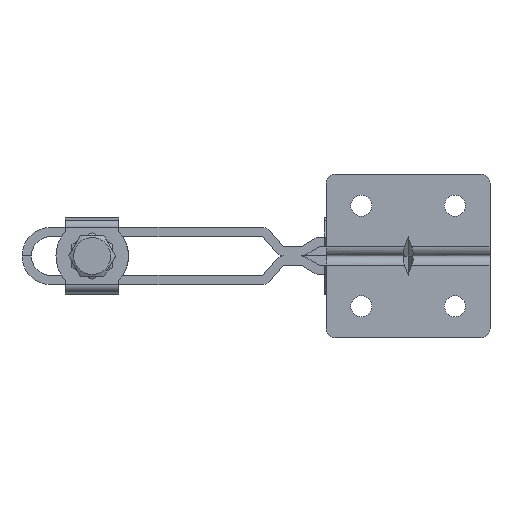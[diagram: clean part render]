
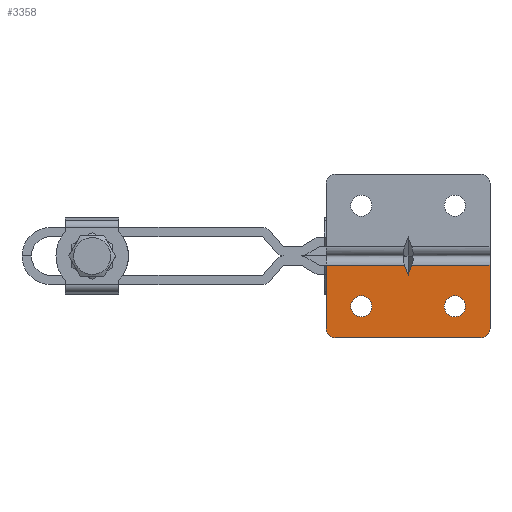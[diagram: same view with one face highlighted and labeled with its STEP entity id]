
A CAD part, front view. The second image highlights one B-rep face of the part: STEP entity #3358.
In plain terms, the highlighted planar face has unit normal (0, -1, 0).
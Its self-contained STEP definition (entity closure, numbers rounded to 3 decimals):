
#1348 = VERTEX_POINT ( 'NONE', #59158 ) ;
#1429 = EDGE_CURVE ( 'NONE', #1430, #1432, #59239, .T. ) ;
#1430 = VERTEX_POINT ( 'NONE', #59234 ) ;
#1432 = VERTEX_POINT ( 'NONE', #59233 ) ;
#1489 = EDGE_CURVE ( 'NONE', #1348, #1491, #59311, .T. ) ;
#1491 = VERTEX_POINT ( 'NONE', #59337 ) ;
#2271 = VERTEX_POINT ( 'NONE', #60407 ) ;
#2283 = EDGE_CURVE ( 'NONE', #2285, #2271, #60396, .T. ) ;
#2285 = VERTEX_POINT ( 'NONE', #60392 ) ;
#3257 = EDGE_CURVE ( 'NONE', #3259, #3260, #62033, .T. ) ;
#3259 = VERTEX_POINT ( 'NONE', #62029 ) ;
#3260 = VERTEX_POINT ( 'NONE', #62028 ) ;
#3336 = ORIENTED_EDGE ( 'NONE', *, *, #3341, .T. ) ;
#3341 = EDGE_CURVE ( 'NONE', #56973, #3260, #62094, .T. ) ;
#3342 = ORIENTED_EDGE ( 'NONE', *, *, #3257, .F. ) ;
#3347 = ORIENTED_EDGE ( 'NONE', *, *, #3348, .F. ) ;
#3348 = EDGE_CURVE ( 'NONE', #3544, #3259, #62147, .T. ) ;
#3358 = ADVANCED_FACE ( 'NONE', ( #62132, #62126, #62125 ), #62124, .F. ) ;
#3364 = EDGE_LOOP ( 'NONE', ( #3366, #3372 ) ) ;
#3366 = ORIENTED_EDGE ( 'NONE', *, *, #1429, .F. ) ;
#3372 = ORIENTED_EDGE ( 'NONE', *, *, #3375, .F. ) ;
#3375 = EDGE_CURVE ( 'NONE', #1432, #1430, #62178, .T. ) ;
#3377 = EDGE_LOOP ( 'NONE', ( #3380, #3384 ) ) ;
#3380 = ORIENTED_EDGE ( 'NONE', *, *, #1489, .F. ) ;
#3384 = ORIENTED_EDGE ( 'NONE', *, *, #3387, .F. ) ;
#3387 = EDGE_CURVE ( 'NONE', #1491, #1348, #62168, .T. ) ;
#3388 = EDGE_LOOP ( 'NONE', ( #3392, #3449, #3461, #3469, #3336, #3342, #3347, #3404, #3419 ) ) ;
#3392 = ORIENTED_EDGE ( 'NONE', *, *, #2283, .T. ) ;
#3404 = ORIENTED_EDGE ( 'NONE', *, *, #3410, .T. ) ;
#3410 = EDGE_CURVE ( 'NONE', #3544, #3414, #62210, .T. ) ;
#3414 = VERTEX_POINT ( 'NONE', #62205 ) ;
#3419 = ORIENTED_EDGE ( 'NONE', *, *, #3421, .F. ) ;
#3421 = EDGE_CURVE ( 'NONE', #2285, #3414, #62204, .T. ) ;
#3449 = ORIENTED_EDGE ( 'NONE', *, *, #3452, .T. ) ;
#3452 = EDGE_CURVE ( 'NONE', #2271, #3457, #62230, .T. ) ;
#3457 = VERTEX_POINT ( 'NONE', #62222 ) ;
#3461 = ORIENTED_EDGE ( 'NONE', *, *, #3462, .F. ) ;
#3462 = EDGE_CURVE ( 'NONE', #3466, #3457, #61533, .T. ) ;
#3466 = VERTEX_POINT ( 'NONE', #61907 ) ;
#3469 = ORIENTED_EDGE ( 'NONE', *, *, #3473, .F. ) ;
#3473 = EDGE_CURVE ( 'NONE', #56973, #3466, #61994, .T. ) ;
#3544 = VERTEX_POINT ( 'NONE', #62327 ) ;
#47509 = CARTESIAN_POINT ( 'NONE',  ( -36.526, 0., -4. ) ) ;
#56973 = VERTEX_POINT ( 'NONE', #47509 ) ;
#59158 = CARTESIAN_POINT ( 'NONE',  ( -15., 0., -26. ) ) ;
#59233 = CARTESIAN_POINT ( 'NONE',  ( -55., 0., -17. ) ) ;
#59234 = CARTESIAN_POINT ( 'NONE',  ( -55., 0., -26. ) ) ;
#59235 = DIRECTION ( 'NONE',  ( -1., 0., 0. ) ) ;
#59236 = DIRECTION ( 'NONE',  ( 0., -1., 0. ) ) ;
#59237 = CARTESIAN_POINT ( 'NONE',  ( -55., 0., -21.5 ) ) ;
#59238 = AXIS2_PLACEMENT_3D ( 'NONE', #59237, #59236, #59235 ) ;
#59239 = CIRCLE ( 'NONE', #59238, 4.5 ) ;
#59287 = CARTESIAN_POINT ( 'NONE',  ( -15., 0., -21.5 ) ) ;
#59308 = DIRECTION ( 'NONE',  ( -1., 0., 0. ) ) ;
#59309 = DIRECTION ( 'NONE',  ( 0., -1., 0. ) ) ;
#59310 = AXIS2_PLACEMENT_3D ( 'NONE', #59287, #59309, #59308 ) ;
#59311 = CIRCLE ( 'NONE', #59310, 4.5 ) ;
#59337 = CARTESIAN_POINT ( 'NONE',  ( -15., 0., -17. ) ) ;
#60392 = CARTESIAN_POINT ( 'NONE',  ( 0., 0., -31. ) ) ;
#60393 = DIRECTION ( 'NONE',  ( 0., 0., 1. ) ) ;
#60394 = VECTOR ( 'NONE', #60393, 1000. ) ;
#60395 = CARTESIAN_POINT ( 'NONE',  ( 0., 0., -4. ) ) ;
#60396 = LINE ( 'NONE', #60395, #60394 ) ;
#60407 = CARTESIAN_POINT ( 'NONE',  ( 0., 0., -4. ) ) ;
#61533 = LINE ( 'NONE', #61538, #61760 ) ;
#61538 = CARTESIAN_POINT ( 'NONE',  ( -29.47, 0., 6.863 ) ) ;
#61759 = DIRECTION ( 'NONE',  ( 0.346, 0., 0.938 ) ) ;
#61760 = VECTOR ( 'NONE', #61759, 1000. ) ;
#61907 = CARTESIAN_POINT ( 'NONE',  ( -35., 0., -8.139 ) ) ;
#61991 = DIRECTION ( 'NONE',  ( 0.346, 0., -0.938 ) ) ;
#61992 = VECTOR ( 'NONE', #61991, 1000. ) ;
#61993 = CARTESIAN_POINT ( 'NONE',  ( -32.157, 0., -15.853 ) ) ;
#61994 = LINE ( 'NONE', #61993, #61992 ) ;
#62028 = CARTESIAN_POINT ( 'NONE',  ( -70., 0., -4. ) ) ;
#62029 = CARTESIAN_POINT ( 'NONE',  ( -70., 0., -31. ) ) ;
#62030 = DIRECTION ( 'NONE',  ( 0., 0., 1. ) ) ;
#62031 = VECTOR ( 'NONE', #62030, 1000. ) ;
#62032 = CARTESIAN_POINT ( 'NONE',  ( -70., 0., -4. ) ) ;
#62033 = LINE ( 'NONE', #62032, #62031 ) ;
#62093 = CARTESIAN_POINT ( 'NONE',  ( 0., 0., -4. ) ) ;
#62094 = LINE ( 'NONE', #62093, #62155 ) ;
#62123 = CARTESIAN_POINT ( 'NONE',  ( 0., 0., -4. ) ) ;
#62124 = PLANE ( 'NONE',  #62187 ) ;
#62125 = FACE_OUTER_BOUND ( 'NONE', #3388, .T. ) ;
#62126 = FACE_BOUND ( 'NONE', #3377, .T. ) ;
#62132 = FACE_BOUND ( 'NONE', #3364, .T. ) ;
#62143 = DIRECTION ( 'NONE',  ( -1., 0., 0. ) ) ;
#62144 = DIRECTION ( 'NONE',  ( 0., 1., 0. ) ) ;
#62145 = CARTESIAN_POINT ( 'NONE',  ( -66., 0., -31. ) ) ;
#62146 = AXIS2_PLACEMENT_3D ( 'NONE', #62145, #62144, #62143 ) ;
#62147 = CIRCLE ( 'NONE', #62146, 4. ) ;
#62154 = DIRECTION ( 'NONE',  ( -1., 0., 0. ) ) ;
#62155 = VECTOR ( 'NONE', #62154, 1000. ) ;
#62164 = DIRECTION ( 'NONE',  ( -1., 0., 0. ) ) ;
#62165 = DIRECTION ( 'NONE',  ( 0., -1., 0. ) ) ;
#62166 = CARTESIAN_POINT ( 'NONE',  ( -15., 0., -21.5 ) ) ;
#62167 = AXIS2_PLACEMENT_3D ( 'NONE', #62166, #62165, #62164 ) ;
#62168 = CIRCLE ( 'NONE', #62167, 4.5 ) ;
#62174 = DIRECTION ( 'NONE',  ( -1., 0., 0. ) ) ;
#62175 = DIRECTION ( 'NONE',  ( 0., -1., 0. ) ) ;
#62176 = CARTESIAN_POINT ( 'NONE',  ( -55., 0., -21.5 ) ) ;
#62177 = AXIS2_PLACEMENT_3D ( 'NONE', #62176, #62175, #62174 ) ;
#62178 = CIRCLE ( 'NONE', #62177, 4.5 ) ;
#62185 = DIRECTION ( 'NONE',  ( -1., 0., 0. ) ) ;
#62186 = DIRECTION ( 'NONE',  ( 0., 1., 0. ) ) ;
#62187 = AXIS2_PLACEMENT_3D ( 'NONE', #62123, #62186, #62185 ) ;
#62200 = DIRECTION ( 'NONE',  ( -1., 0., 0. ) ) ;
#62201 = DIRECTION ( 'NONE',  ( 0., 1., 0. ) ) ;
#62202 = CARTESIAN_POINT ( 'NONE',  ( -4., 0., -31. ) ) ;
#62203 = AXIS2_PLACEMENT_3D ( 'NONE', #62202, #62201, #62200 ) ;
#62204 = CIRCLE ( 'NONE', #62203, 4. ) ;
#62205 = CARTESIAN_POINT ( 'NONE',  ( -4., 0., -35. ) ) ;
#62207 = DIRECTION ( 'NONE',  ( 1., 0., 0. ) ) ;
#62208 = VECTOR ( 'NONE', #62207, 1000. ) ;
#62209 = CARTESIAN_POINT ( 'NONE',  ( -70., 0., -35. ) ) ;
#62210 = LINE ( 'NONE', #62209, #62208 ) ;
#62222 = CARTESIAN_POINT ( 'NONE',  ( -33.474, 0., -4. ) ) ;
#62227 = DIRECTION ( 'NONE',  ( -1., 0., 0. ) ) ;
#62228 = VECTOR ( 'NONE', #62227, 1000. ) ;
#62229 = CARTESIAN_POINT ( 'NONE',  ( 0., 0., -4. ) ) ;
#62230 = LINE ( 'NONE', #62229, #62228 ) ;
#62327 = CARTESIAN_POINT ( 'NONE',  ( -66., 0., -35. ) ) ;
